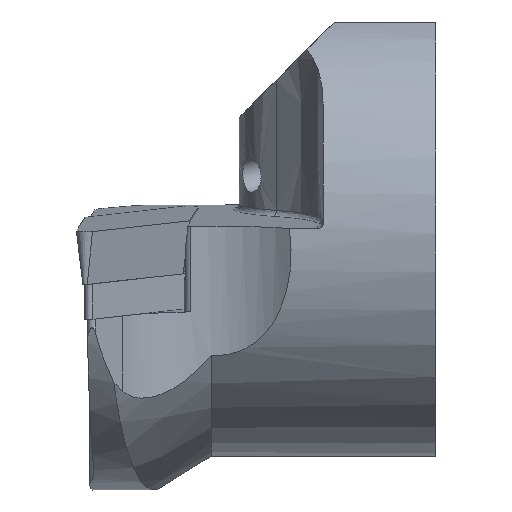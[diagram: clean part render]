
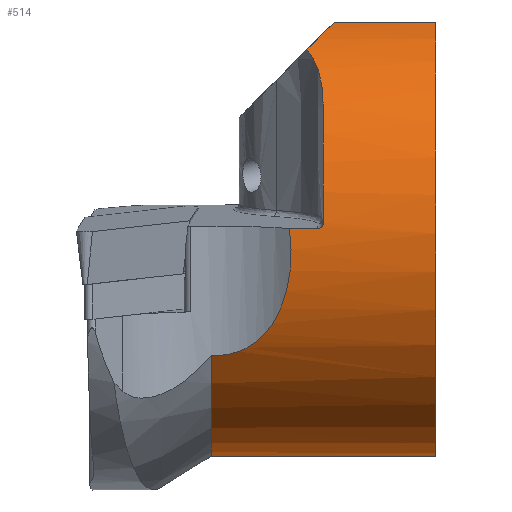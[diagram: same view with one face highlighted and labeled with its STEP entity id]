
A CAD part, front view. The second image highlights one B-rep face of the part: STEP entity #514.
In plain terms, the highlighted cylindrical face has radius 20 mm (diameter 40 mm), a partial arc.
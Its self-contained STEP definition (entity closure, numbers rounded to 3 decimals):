
#93=B_SPLINE_CURVE_WITH_KNOTS('',3,(#2002,#2003,#2004,#2005,#2006,#2007,
#2008,#2009),.UNSPECIFIED.,.F.,.F.,(4,2,2,4),(0.,0.5,0.75,1.),
 .UNSPECIFIED.);
#94=B_SPLINE_CURVE_WITH_KNOTS('',3,(#2017,#2018,#2019,#2020,#2021,#2022),
 .UNSPECIFIED.,.F.,.F.,(4,2,4),(0.,0.5,1.),.UNSPECIFIED.);
#95=B_SPLINE_CURVE_WITH_KNOTS('',3,(#2026,#2027,#2028,#2029,#2030,#2031,
#2032,#2033,#2034,#2035,#2036,#2037,#2038,#2039,#2040,#2041),
 .UNSPECIFIED.,.F.,.F.,(4,3,3,3,3,4),(0.,0.217,0.434,
0.65,0.864,1.),.UNSPECIFIED.);
#96=B_SPLINE_CURVE_WITH_KNOTS('',3,(#2044,#2045,#2046,#2047,#2048,#2049,
#2050,#2051),.UNSPECIFIED.,.F.,.F.,(4,2,2,4),(0.,0.5,0.75,1.),
 .UNSPECIFIED.);
#97=B_SPLINE_CURVE_WITH_KNOTS('',3,(#2055,#2056,#2057,#2058),
 .UNSPECIFIED.,.F.,.F.,(4,4),(0.,1.),.UNSPECIFIED.);
#115=ELLIPSE('',#1439,28.284,20.);
#116=ELLIPSE('',#1442,28.284,20.);
#125=CYLINDRICAL_SURFACE('',#1443,20.);
#457=CIRCLE('',#1413,20.);
#466=CIRCLE('',#1437,20.);
#467=CIRCLE('',#1440,20.);
#468=CIRCLE('',#1441,20.);
#514=ADVANCED_FACE('',(#604),#125,.T.);
#604=FACE_OUTER_BOUND('',#657,.T.);
#657=EDGE_LOOP('',(#866,#867,#868,#869,#870,#871,#872,#873,#874,#875,#876,
#877,#878,#879));
#866=ORIENTED_EDGE('',*,*,#1117,.F.);
#867=ORIENTED_EDGE('',*,*,#1167,.T.);
#868=ORIENTED_EDGE('',*,*,#1168,.F.);
#869=ORIENTED_EDGE('',*,*,#1169,.F.);
#870=ORIENTED_EDGE('',*,*,#1170,.T.);
#871=ORIENTED_EDGE('',*,*,#1171,.F.);
#872=ORIENTED_EDGE('',*,*,#1164,.T.);
#873=ORIENTED_EDGE('',*,*,#1137,.T.);
#874=ORIENTED_EDGE('',*,*,#1172,.T.);
#875=ORIENTED_EDGE('',*,*,#1173,.T.);
#876=ORIENTED_EDGE('',*,*,#1174,.T.);
#877=ORIENTED_EDGE('',*,*,#1175,.T.);
#878=ORIENTED_EDGE('',*,*,#1115,.F.);
#879=ORIENTED_EDGE('',*,*,#1166,.F.);
#1003=VERTEX_POINT('',#1852);
#1004=VERTEX_POINT('',#1853);
#1005=VERTEX_POINT('',#1855);
#1006=VERTEX_POINT('',#1857);
#1022=VERTEX_POINT('',#1908);
#1023=VERTEX_POINT('',#1910);
#1037=VERTEX_POINT('',#2010);
#1038=VERTEX_POINT('',#2016);
#1039=VERTEX_POINT('',#2023);
#1040=VERTEX_POINT('',#2025);
#1041=VERTEX_POINT('',#2042);
#1042=VERTEX_POINT('',#2052);
#1043=VERTEX_POINT('',#2054);
#1044=VERTEX_POINT('',#2059);
#1115=EDGE_CURVE('',#1003,#1004,#1246,.T.);
#1117=EDGE_CURVE('',#1005,#1006,#1248,.T.);
#1137=EDGE_CURVE('',#1023,#1022,#457,.T.);
#1164=EDGE_CURVE('',#1037,#1023,#93,.T.);
#1166=EDGE_CURVE('',#1006,#1003,#466,.T.);
#1167=EDGE_CURVE('',#1005,#1038,#115,.T.);
#1168=EDGE_CURVE('',#1039,#1038,#94,.T.);
#1169=EDGE_CURVE('',#1040,#1039,#467,.T.);
#1170=EDGE_CURVE('',#1040,#1041,#95,.T.);
#1171=EDGE_CURVE('',#1037,#1041,#1274,.T.);
#1172=EDGE_CURVE('',#1022,#1042,#96,.T.);
#1173=EDGE_CURVE('',#1042,#1043,#468,.T.);
#1174=EDGE_CURVE('',#1043,#1044,#97,.T.);
#1175=EDGE_CURVE('',#1044,#1004,#116,.T.);
#1246=LINE('',#1851,#1328);
#1248=LINE('',#1856,#1330);
#1274=LINE('',#2043,#1356);
#1328=VECTOR('',#1574,1.);
#1330=VECTOR('',#1576,1.);
#1356=VECTOR('',#1678,1.);
#1413=AXIS2_PLACEMENT_3D('',#1909,#1608,#1609);
#1437=AXIS2_PLACEMENT_3D('',#2013,#1670,#1671);
#1439=AXIS2_PLACEMENT_3D('',#2015,#1674,#1675);
#1440=AXIS2_PLACEMENT_3D('',#2024,#1676,#1677);
#1441=AXIS2_PLACEMENT_3D('',#2053,#1679,#1680);
#1442=AXIS2_PLACEMENT_3D('',#2060,#1681,#1682);
#1443=AXIS2_PLACEMENT_3D('',#2061,#1683,#1684);
#1574=DIRECTION('',(-1.,0.,0.));
#1576=DIRECTION('',(1.,0.,0.));
#1608=DIRECTION('',(1.,0.,0.));
#1609=DIRECTION('',(0.,0.,1.));
#1670=DIRECTION('',(1.,0.,0.));
#1671=DIRECTION('',(0.,0.,1.));
#1674=DIRECTION('',(0.707,0.,-0.707));
#1675=DIRECTION('',(-0.707,0.,-0.707));
#1676=DIRECTION('',(-1.,0.,0.));
#1677=DIRECTION('',(0.,1.,0.));
#1678=DIRECTION('',(1.,0.,0.));
#1679=DIRECTION('',(1.,0.,0.));
#1680=DIRECTION('',(0.,1.,0.));
#1681=DIRECTION('',(0.707,0.,-0.707));
#1682=DIRECTION('',(-0.707,0.,-0.707));
#1683=DIRECTION('',(-1.,0.,0.));
#1684=DIRECTION('',(0.,0.,1.));
#1851=CARTESIAN_POINT('',(0.,7.093,18.7));
#1852=CARTESIAN_POINT('',(32.,7.093,18.7));
#1853=CARTESIAN_POINT('',(23.,7.093,18.7));
#1855=CARTESIAN_POINT('',(23.,-7.093,18.7));
#1856=CARTESIAN_POINT('',(0.,-7.093,18.7));
#1857=CARTESIAN_POINT('',(32.,-7.093,18.7));
#1908=CARTESIAN_POINT('',(12.,5.612,-19.196));
#1909=CARTESIAN_POINT('',(12.,0.,0.));
#1910=CARTESIAN_POINT('',(12.,-16.708,-10.993));
#2002=CARTESIAN_POINT('',(18.984,-19.998,0.309));
#2003=CARTESIAN_POINT('',(19.315,-20.038,-2.274));
#2004=CARTESIAN_POINT('',(19.076,-19.513,-4.994));
#2005=CARTESIAN_POINT('',(17.493,-18.22,-8.335));
#2006=CARTESIAN_POINT('',(16.734,-17.709,-9.329));
#2007=CARTESIAN_POINT('',(14.63,-16.898,-10.729));
#2008=CARTESIAN_POINT('',(13.326,-16.646,-11.087));
#2009=CARTESIAN_POINT('',(12.,-16.708,-10.993));
#2010=CARTESIAN_POINT('',(18.984,-19.998,0.309));
#2013=CARTESIAN_POINT('',(32.,0.,0.));
#2015=CARTESIAN_POINT('',(4.3,0.,0.));
#2016=CARTESIAN_POINT('',(20.528,-11.69,16.228));
#2017=CARTESIAN_POINT('',(22.,-16.626,11.116));
#2018=CARTESIAN_POINT('',(22.,-15.938,12.145));
#2019=CARTESIAN_POINT('',(21.916,-15.169,13.09));
#2020=CARTESIAN_POINT('',(21.464,-13.495,14.81));
#2021=CARTESIAN_POINT('',(21.086,-12.578,15.588));
#2022=CARTESIAN_POINT('',(20.528,-11.69,16.228));
#2023=CARTESIAN_POINT('',(22.,-16.626,11.116));
#2024=CARTESIAN_POINT('',(22.,0.,0.));
#2025=CARTESIAN_POINT('',(22.,-19.983,0.812));
#2026=CARTESIAN_POINT('',(22.,-19.983,0.812));
#2027=CARTESIAN_POINT('',(22.,-19.986,0.756));
#2028=CARTESIAN_POINT('',(21.99,-19.988,0.698));
#2029=CARTESIAN_POINT('',(21.972,-19.99,0.645));
#2030=CARTESIAN_POINT('',(21.953,-19.991,0.592));
#2031=CARTESIAN_POINT('',(21.925,-19.993,0.541));
#2032=CARTESIAN_POINT('',(21.889,-19.994,0.496));
#2033=CARTESIAN_POINT('',(21.854,-19.995,0.452));
#2034=CARTESIAN_POINT('',(21.811,-19.996,0.414));
#2035=CARTESIAN_POINT('',(21.763,-19.996,0.384));
#2036=CARTESIAN_POINT('',(21.715,-19.997,0.355));
#2037=CARTESIAN_POINT('',(21.662,-19.997,0.333));
#2038=CARTESIAN_POINT('',(21.607,-19.997,0.321));
#2039=CARTESIAN_POINT('',(21.572,-19.998,0.313));
#2040=CARTESIAN_POINT('',(21.536,-19.998,0.309));
#2041=CARTESIAN_POINT('',(21.5,-19.998,0.309));
#2042=CARTESIAN_POINT('',(21.5,-19.998,0.309));
#2043=CARTESIAN_POINT('',(0.,-19.998,0.309));
#2044=CARTESIAN_POINT('',(12.,5.612,-19.196));
#2045=CARTESIAN_POINT('',(14.944,5.75,-19.156));
#2046=CARTESIAN_POINT('',(17.756,7.196,-18.802));
#2047=CARTESIAN_POINT('',(20.431,10.253,-17.211));
#2048=CARTESIAN_POINT('',(21.071,11.395,-16.497));
#2049=CARTESIAN_POINT('',(21.855,13.604,-14.729));
#2050=CARTESIAN_POINT('',(22.,14.638,-13.708));
#2051=CARTESIAN_POINT('',(22.,15.56,-12.565));
#2052=CARTESIAN_POINT('',(22.,15.56,-12.565));
#2053=CARTESIAN_POINT('',(22.,0.,0.));
#2054=CARTESIAN_POINT('',(22.,13.142,15.076));
#2055=CARTESIAN_POINT('',(22.,13.142,15.076));
#2056=CARTESIAN_POINT('',(22.,12.171,15.923));
#2057=CARTESIAN_POINT('',(21.888,11.131,16.664));
#2058=CARTESIAN_POINT('',(21.594,10.046,17.294));
#2059=CARTESIAN_POINT('',(21.594,10.046,17.294));
#2060=CARTESIAN_POINT('',(4.3,0.,0.));
#2061=CARTESIAN_POINT('',(0.,0.,0.));
